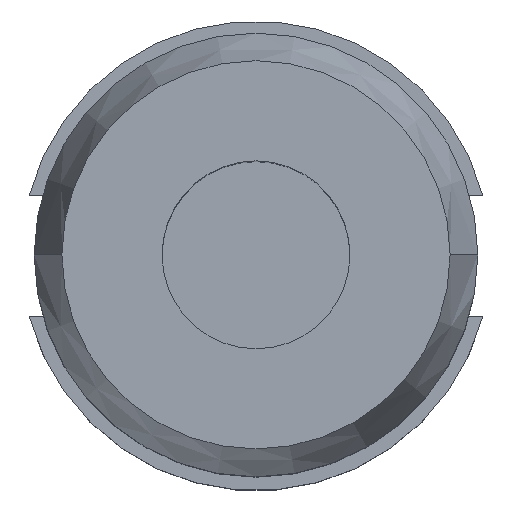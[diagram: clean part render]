
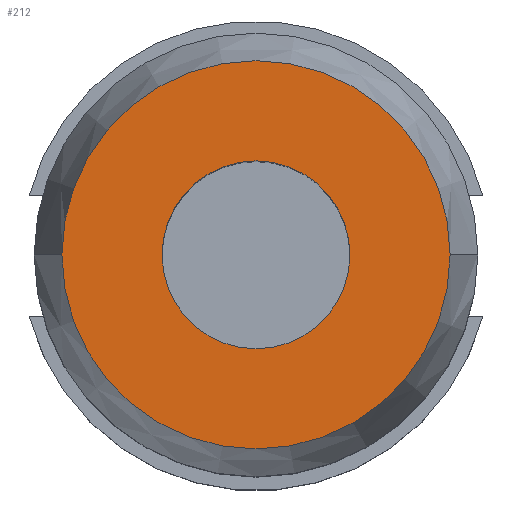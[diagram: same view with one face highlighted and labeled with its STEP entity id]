
A CAD part, top view. The second image highlights one B-rep face of the part: STEP entity #212.
In plain terms, the highlighted planar face has unit normal (0, 0, 1).
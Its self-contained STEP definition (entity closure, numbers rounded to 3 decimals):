
#21 = AXIS2_PLACEMENT_3D ( 'NONE', #866, #588, #442 ) ;
#52 = VERTEX_POINT ( 'NONE', #967 ) ;
#73 = CIRCLE ( 'NONE', #21, 26.25 ) ;
#75 = AXIS2_PLACEMENT_3D ( 'NONE', #1245, #1253, #1293 ) ;
#182 = CIRCLE ( 'NONE', #678, 26.25 ) ;
#212 = ADVANCED_FACE ( 'NONE', ( #1020, #1743 ), #1232, .T. ) ;
#261 = CIRCLE ( 'NONE', #1766, 12.7 ) ;
#300 = CARTESIAN_POINT ( 'NONE',  ( 12.7, 0., 101.6 ) ) ;
#395 = VERTEX_POINT ( 'NONE', #912 ) ;
#396 = DIRECTION ( 'NONE',  ( -1., 0., 0. ) ) ;
#439 = ORIENTED_EDGE ( 'NONE', *, *, #1455, .F. ) ;
#442 = DIRECTION ( 'NONE',  ( -1., 0., 0. ) ) ;
#453 = EDGE_LOOP ( 'NONE', ( #1593, #634 ) ) ;
#500 = VERTEX_POINT ( 'NONE', #533 ) ;
#533 = CARTESIAN_POINT ( 'NONE',  ( 26.25, 0., 101.6 ) ) ;
#588 = DIRECTION ( 'NONE',  ( 0., 0., -1. ) ) ;
#634 = ORIENTED_EDGE ( 'NONE', *, *, #1664, .T. ) ;
#678 = AXIS2_PLACEMENT_3D ( 'NONE', #687, #957, #396 ) ;
#687 = CARTESIAN_POINT ( 'NONE',  ( 0., 0., 101.6 ) ) ;
#688 = DIRECTION ( 'NONE',  ( 0., 0., 1. ) ) ;
#748 = EDGE_CURVE ( 'NONE', #500, #395, #182, .T. ) ;
#839 = CARTESIAN_POINT ( 'NONE',  ( 0., 26.25, 101.6 ) ) ;
#866 = CARTESIAN_POINT ( 'NONE',  ( 0., 0., 101.6 ) ) ;
#905 = CARTESIAN_POINT ( 'NONE',  ( 0., 0., 101.6 ) ) ;
#912 = CARTESIAN_POINT ( 'NONE',  ( -26.25, 0., 101.6 ) ) ;
#957 = DIRECTION ( 'NONE',  ( 0., 0., -1. ) ) ;
#960 = CIRCLE ( 'NONE', #75, 12.7 ) ;
#967 = CARTESIAN_POINT ( 'NONE',  ( -12.7, 0., 101.6 ) ) ;
#986 = DIRECTION ( 'NONE',  ( 0., 0., -1. ) ) ;
#993 = DIRECTION ( 'NONE',  ( -1., 0., 0. ) ) ;
#1020 = FACE_BOUND ( 'NONE', #453, .T. ) ;
#1059 = VERTEX_POINT ( 'NONE', #300 ) ;
#1223 = AXIS2_PLACEMENT_3D ( 'NONE', #839, #688, #1500 ) ;
#1232 = PLANE ( 'NONE',  #1223 ) ;
#1233 = EDGE_LOOP ( 'NONE', ( #439, #1282 ) ) ;
#1245 = CARTESIAN_POINT ( 'NONE',  ( 0., 0., 101.6 ) ) ;
#1253 = DIRECTION ( 'NONE',  ( 0., 0., -1. ) ) ;
#1282 = ORIENTED_EDGE ( 'NONE', *, *, #748, .F. ) ;
#1293 = DIRECTION ( 'NONE',  ( -1., 0., 0. ) ) ;
#1455 = EDGE_CURVE ( 'NONE', #395, #500, #73, .T. ) ;
#1500 = DIRECTION ( 'NONE',  ( 1., 0., 0. ) ) ;
#1593 = ORIENTED_EDGE ( 'NONE', *, *, #1686, .T. ) ;
#1664 = EDGE_CURVE ( 'NONE', #1059, #52, #261, .T. ) ;
#1686 = EDGE_CURVE ( 'NONE', #52, #1059, #960, .T. ) ;
#1743 = FACE_OUTER_BOUND ( 'NONE', #1233, .T. ) ;
#1766 = AXIS2_PLACEMENT_3D ( 'NONE', #905, #986, #993 ) ;
